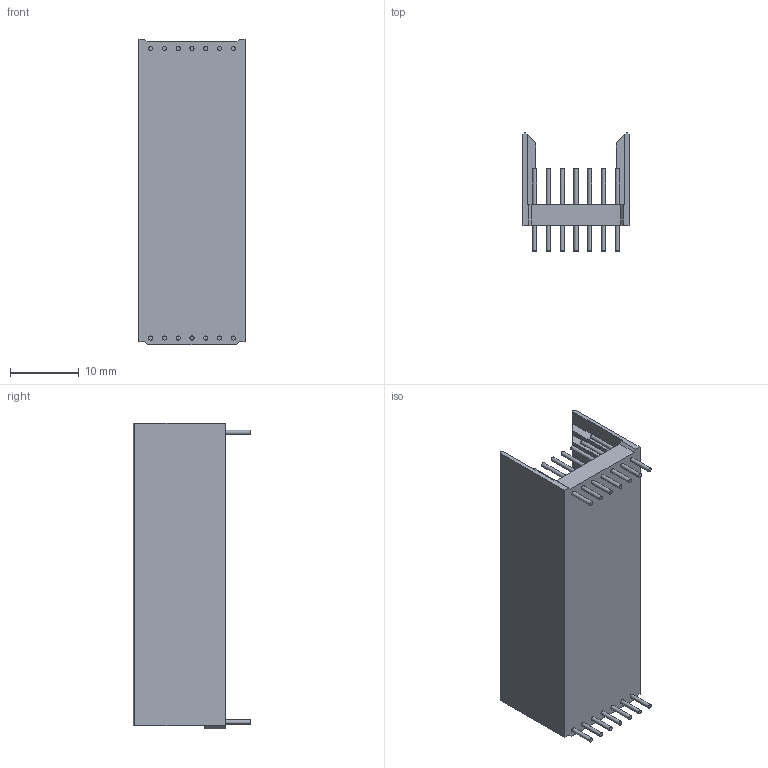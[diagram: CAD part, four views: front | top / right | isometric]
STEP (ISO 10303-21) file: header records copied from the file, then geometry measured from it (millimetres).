
FILE_DESCRIPTION((''),'2;1');
FILE_NAME( '1704_har-bus_HM_B22_straight_male_154_pole.stp', '2004-08-11T07:53:55',('User'),('SDRC'),'I-DEAS Master Series 9','UNIX', 'Yes');
FILE_SCHEMA(('AUTOMOTIVE_DESIGN { 1 0 10303 214 1 1 1 1 }'));
Length unit declared in the file: millimetre
Products named in the file (1): 1704_har-bus_HM_B22_straight_male_154_pole
Bounding box: 15.4 x 17.1 x 44.35 mm (x, y, z)
Volume: 3501.7 mm3; surface area: 3861.7 mm2
Topology: 1 solids, 1 shells, 102 faces, 216 edges, 144 vertices
Faces by surface type: bspline 102
Entity records: 3095 total; most frequent: CARTESIAN_POINT 1545, ORIENTED_EDGE 432, EDGE_CURVE 216, VERTEX_POINT 144, EDGE_LOOP 130, OVER_RIDING_STYLED_ITEM 112, B_SPLINE_CURVE_WITH_KNOTS 111, FACE_OUTER_BOUND 102
